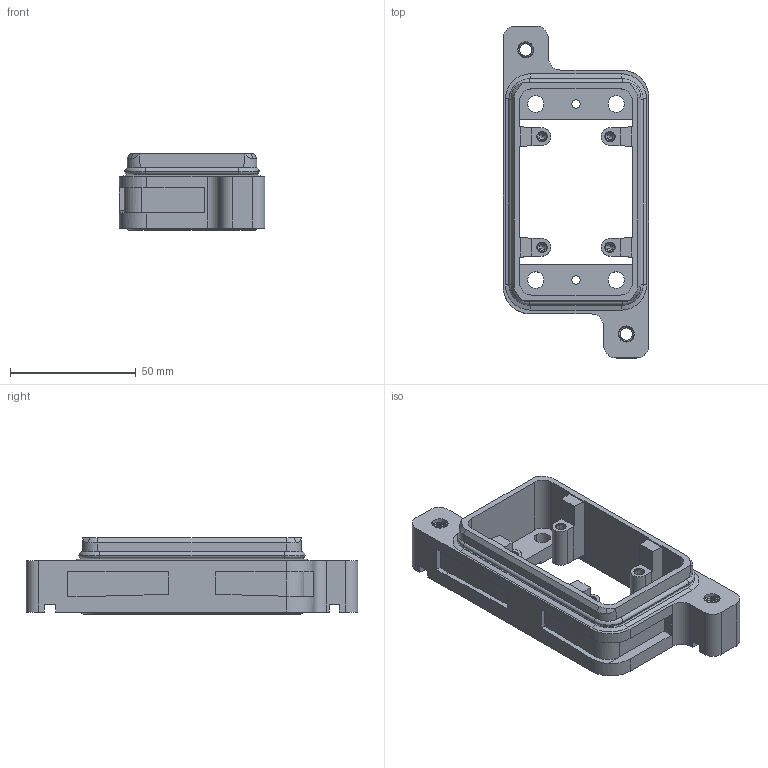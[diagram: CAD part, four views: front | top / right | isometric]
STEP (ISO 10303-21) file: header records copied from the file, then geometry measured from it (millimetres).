
FILE_DESCRIPTION(('CATIA V5 STEP','CAx-IF Rec.Pracs.--- Model Styling and Organization---1.2---2011-12-15'),'2;1');
FILE_NAME ('13320149_2', '2018-07-19T11:53:43+00:00', ('none'), ('Weidmueller'), 'CATIA Version 5-6 Release 2014 SP4 HF52', 'CATIA V5 STEP AP214', 'none');
FILE_SCHEMA(('AUTOMOTIVE_DESIGN { 1 0 10303 214 1 1 1 1 }'));
Length unit declared in the file: millimetre
Products named in the file (1): 1081510000
Bounding box: 58 x 132 x 30.3 mm (x, y, z)
Volume: 63609.9 mm3; surface area: 32737.1 mm2
Topology: 1 solids, 1 shells, 775 faces, 1885 edges, 1112 vertices
Faces by surface type: bspline 420, cylinder 155, plane 152, cone 32, torus 16
Entity records: 33150 total; most frequent: CARTESIAN_POINT 19883, ORIENTED_EDGE 3754, EDGE_CURVE 1877, DIRECTION 1154, VERTEX_POINT 1112, EDGE_LOOP 801, B_SPLINE_CURVE_WITH_KNOTS 789, ADVANCED_FACE 775
